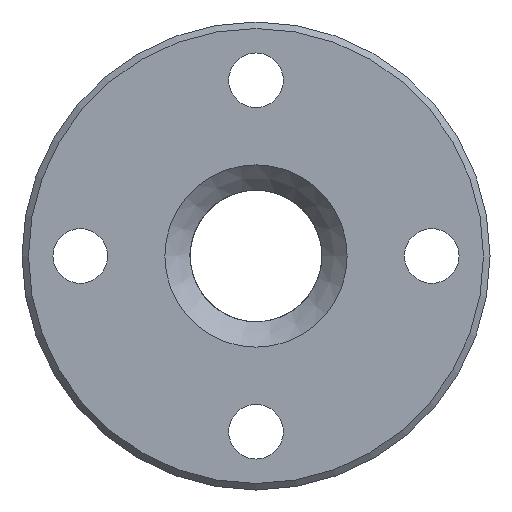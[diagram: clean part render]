
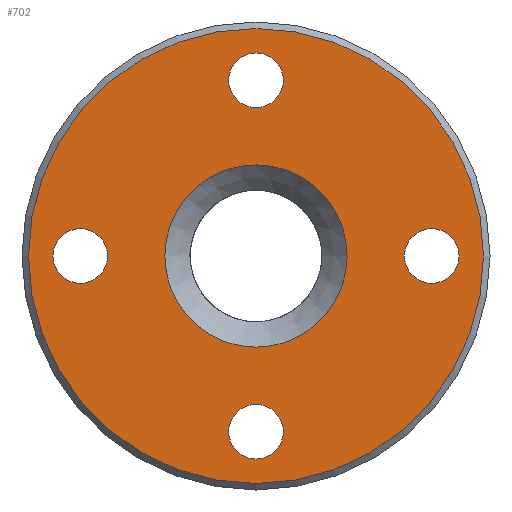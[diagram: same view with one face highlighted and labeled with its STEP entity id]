
A CAD part, front view. The second image highlights one B-rep face of the part: STEP entity #702.
In plain terms, the highlighted planar face has unit normal (0, -1, 0).
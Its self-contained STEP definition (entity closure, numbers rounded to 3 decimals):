
#15=FACE_BOUND('',#110,.T.);
#16=FACE_BOUND('',#111,.T.);
#17=FACE_BOUND('',#112,.T.);
#18=FACE_BOUND('',#113,.T.);
#19=FACE_BOUND('',#114,.T.);
#35=PLANE('',#771);
#69=FACE_OUTER_BOUND('',#109,.T.);
#109=EDGE_LOOP('',(#603));
#110=EDGE_LOOP('',(#604));
#111=EDGE_LOOP('',(#605));
#112=EDGE_LOOP('',(#606));
#113=EDGE_LOOP('',(#607));
#114=EDGE_LOOP('',(#608));
#137=CIRCLE('',#757,2.1);
#139=CIRCLE('',#760,2.1);
#141=CIRCLE('',#763,2.1);
#143=CIRCLE('',#766,2.1);
#145=CIRCLE('',#769,7.);
#146=CIRCLE('',#772,17.475);
#314=VERTEX_POINT('',#3523);
#316=VERTEX_POINT('',#3529);
#318=VERTEX_POINT('',#3535);
#320=VERTEX_POINT('',#3541);
#322=VERTEX_POINT('',#3547);
#323=VERTEX_POINT('',#3552);
#407=EDGE_CURVE('',#314,#314,#137,.T.);
#410=EDGE_CURVE('',#316,#316,#139,.T.);
#413=EDGE_CURVE('',#318,#318,#141,.T.);
#416=EDGE_CURVE('',#320,#320,#143,.T.);
#419=EDGE_CURVE('',#322,#322,#145,.T.);
#421=EDGE_CURVE('',#323,#323,#146,.T.);
#603=ORIENTED_EDGE('',*,*,#421,.F.);
#604=ORIENTED_EDGE('',*,*,#407,.T.);
#605=ORIENTED_EDGE('',*,*,#410,.T.);
#606=ORIENTED_EDGE('',*,*,#413,.T.);
#607=ORIENTED_EDGE('',*,*,#416,.T.);
#608=ORIENTED_EDGE('',*,*,#419,.F.);
#702=ADVANCED_FACE('',(#69,#15,#16,#17,#18,#19),#35,.F.);
#757=AXIS2_PLACEMENT_3D('',#3524,#874,#875);
#760=AXIS2_PLACEMENT_3D('',#3530,#881,#882);
#763=AXIS2_PLACEMENT_3D('',#3536,#888,#889);
#766=AXIS2_PLACEMENT_3D('',#3542,#895,#896);
#769=AXIS2_PLACEMENT_3D('',#3548,#902,#903);
#771=AXIS2_PLACEMENT_3D('',#3551,#907,#908);
#772=AXIS2_PLACEMENT_3D('',#3553,#909,#910);
#874=DIRECTION('center_axis',(0.,1.,0.));
#875=DIRECTION('ref_axis',(1.,0.,0.));
#881=DIRECTION('center_axis',(0.,1.,0.));
#882=DIRECTION('ref_axis',(1.,0.,0.));
#888=DIRECTION('center_axis',(0.,1.,0.));
#889=DIRECTION('ref_axis',(1.,0.,0.));
#895=DIRECTION('center_axis',(0.,1.,0.));
#896=DIRECTION('ref_axis',(1.,0.,0.));
#902=DIRECTION('center_axis',(0.,-1.,0.));
#903=DIRECTION('ref_axis',(-1.,0.,0.));
#907=DIRECTION('center_axis',(0.,1.,0.));
#908=DIRECTION('ref_axis',(1.,0.,0.));
#909=DIRECTION('center_axis',(0.,1.,0.));
#910=DIRECTION('ref_axis',(1.,0.,0.));
#3523=CARTESIAN_POINT('',(11.4,0.,0.));
#3524=CARTESIAN_POINT('Origin',(13.5,0.,0.));
#3529=CARTESIAN_POINT('',(-2.1,0.,-13.5));
#3530=CARTESIAN_POINT('Origin',(0.,0.,-13.5));
#3535=CARTESIAN_POINT('',(-2.1,0.,13.5));
#3536=CARTESIAN_POINT('Origin',(0.,0.,13.5));
#3541=CARTESIAN_POINT('',(-15.6,0.,0.));
#3542=CARTESIAN_POINT('Origin',(-13.5,0.,0.));
#3547=CARTESIAN_POINT('',(7.,0.,0.));
#3548=CARTESIAN_POINT('Origin',(0.,0.,0.));
#3551=CARTESIAN_POINT('Origin',(0.,0.,0.));
#3552=CARTESIAN_POINT('',(-17.475,0.,0.));
#3553=CARTESIAN_POINT('Origin',(0.,0.,0.));
